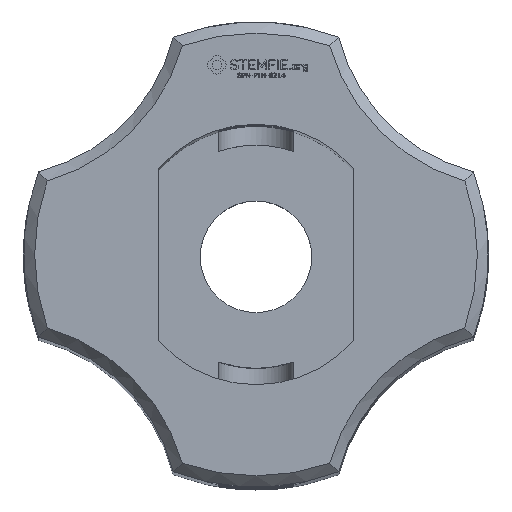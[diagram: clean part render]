
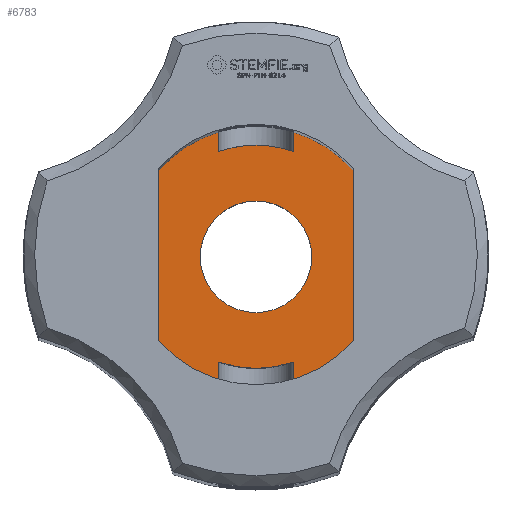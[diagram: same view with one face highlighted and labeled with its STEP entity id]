
A CAD part, top view. The second image highlights one B-rep face of the part: STEP entity #6783.
In plain terms, the highlighted planar face has unit normal (0, 0, 1).
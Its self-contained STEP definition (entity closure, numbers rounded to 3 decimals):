
#1461 = VERTEX_POINT('',#1462);
#1462 = CARTESIAN_POINT('',(2.829,0.998,11.));
#1476 = EDGE_CURVE('',#1477,#1461,#1479,.T.);
#1477 = VERTEX_POINT('',#1478);
#1478 = CARTESIAN_POINT('',(2.625,0.998,11.));
#1479 = LINE('',#1480,#1481);
#1480 = CARTESIAN_POINT('',(50.599,0.998,11.));
#1481 = VECTOR('',#1482,1.);
#1482 = DIRECTION('',(1.,0.,0.));
#1485 = VERTEX_POINT('',#1486);
#1486 = CARTESIAN_POINT('',(2.625,-0.998,11.));
#1493 = EDGE_CURVE('',#1485,#1494,#1496,.T.);
#1494 = VERTEX_POINT('',#1495);
#1495 = CARTESIAN_POINT('',(2.829,-0.998,11.));
#1496 = LINE('',#1497,#1498);
#1497 = CARTESIAN_POINT('',(50.599,-0.998,11.));
#1498 = VECTOR('',#1499,1.);
#1499 = DIRECTION('',(1.,0.,0.));
#6699 = EDGE_CURVE('',#6700,#1477,#6702,.T.);
#6700 = VERTEX_POINT('',#6701);
#6701 = CARTESIAN_POINT('',(2.625,2.315,11.));
#6702 = LINE('',#6703,#6704);
#6703 = CARTESIAN_POINT('',(2.625,2.315,11.));
#6704 = VECTOR('',#6705,1.);
#6705 = DIRECTION('',(0.,-1.,0.));
#6715 = VERTEX_POINT('',#6716);
#6716 = CARTESIAN_POINT('',(2.625,-2.315,11.));
#6722 = EDGE_CURVE('',#1485,#6715,#6723,.T.);
#6723 = LINE('',#6724,#6725);
#6724 = CARTESIAN_POINT('',(2.625,2.315,11.));
#6725 = VECTOR('',#6726,1.);
#6726 = DIRECTION('',(0.,-1.,0.));
#6770 = EDGE_CURVE('',#1461,#1494,#6771,.T.);
#6771 = CIRCLE('',#6772,3.);
#6772 = AXIS2_PLACEMENT_3D('',#6773,#6774,#6775);
#6773 = CARTESIAN_POINT('',(0.,0.,11.));
#6774 = DIRECTION('',(0.,0.,-1.));
#6775 = DIRECTION('',(0.,1.,0.));
#6783 = ADVANCED_FACE('',(#6784,#6925),#6936,.T.);
#6784 = FACE_BOUND('',#6785,.T.);
#6785 = EDGE_LOOP('',(#6786,#6787,#6788,#6789,#6790,#6799,#6807,#6816,
    #6825,#6833,#6842,#6850,#6858,#6867,#6875,#6883,#6892,#6900,#6909,
    #6917,#6924));
#6786 = ORIENTED_EDGE('',*,*,#1493,.T.);
#6787 = ORIENTED_EDGE('',*,*,#6770,.F.);
#6788 = ORIENTED_EDGE('',*,*,#1476,.F.);
#6789 = ORIENTED_EDGE('',*,*,#6699,.F.);
#6790 = ORIENTED_EDGE('',*,*,#6791,.T.);
#6791 = EDGE_CURVE('',#6700,#6792,#6794,.T.);
#6792 = VERTEX_POINT('',#6793);
#6793 = CARTESIAN_POINT('',(0.998,3.355,11.));
#6794 = CIRCLE('',#6795,3.5);
#6795 = AXIS2_PLACEMENT_3D('',#6796,#6797,#6798);
#6796 = CARTESIAN_POINT('',(0.,0.,11.));
#6797 = DIRECTION('',(0.,0.,1.));
#6798 = DIRECTION('',(1.,0.,0.));
#6799 = ORIENTED_EDGE('',*,*,#6800,.T.);
#6800 = EDGE_CURVE('',#6792,#6801,#6803,.T.);
#6801 = VERTEX_POINT('',#6802);
#6802 = CARTESIAN_POINT('',(0.998,2.829,11.));
#6803 = LINE('',#6804,#6805);
#6804 = CARTESIAN_POINT('',(0.998,-50.599,11.));
#6805 = VECTOR('',#6806,1.);
#6806 = DIRECTION('',(0.,-1.,0.));
#6807 = ORIENTED_EDGE('',*,*,#6808,.F.);
#6808 = EDGE_CURVE('',#6809,#6801,#6811,.T.);
#6809 = VERTEX_POINT('',#6810);
#6810 = CARTESIAN_POINT('',(0.,3.,11.));
#6811 = CIRCLE('',#6812,3.);
#6812 = AXIS2_PLACEMENT_3D('',#6813,#6814,#6815);
#6813 = CARTESIAN_POINT('',(0.,0.,11.));
#6814 = DIRECTION('',(0.,0.,-1.));
#6815 = DIRECTION('',(0.,1.,0.));
#6816 = ORIENTED_EDGE('',*,*,#6817,.F.);
#6817 = EDGE_CURVE('',#6818,#6809,#6820,.T.);
#6818 = VERTEX_POINT('',#6819);
#6819 = CARTESIAN_POINT('',(-0.998,2.829,11.));
#6820 = CIRCLE('',#6821,3.);
#6821 = AXIS2_PLACEMENT_3D('',#6822,#6823,#6824);
#6822 = CARTESIAN_POINT('',(0.,0.,11.));
#6823 = DIRECTION('',(0.,0.,-1.));
#6824 = DIRECTION('',(0.,1.,0.));
#6825 = ORIENTED_EDGE('',*,*,#6826,.F.);
#6826 = EDGE_CURVE('',#6827,#6818,#6829,.T.);
#6827 = VERTEX_POINT('',#6828);
#6828 = CARTESIAN_POINT('',(-0.998,3.355,11.));
#6829 = LINE('',#6830,#6831);
#6830 = CARTESIAN_POINT('',(-0.998,-50.599,11.));
#6831 = VECTOR('',#6832,1.);
#6832 = DIRECTION('',(0.,-1.,0.));
#6833 = ORIENTED_EDGE('',*,*,#6834,.T.);
#6834 = EDGE_CURVE('',#6827,#6835,#6837,.T.);
#6835 = VERTEX_POINT('',#6836);
#6836 = CARTESIAN_POINT('',(-2.625,2.315,11.));
#6837 = CIRCLE('',#6838,3.5);
#6838 = AXIS2_PLACEMENT_3D('',#6839,#6840,#6841);
#6839 = CARTESIAN_POINT('',(0.,0.,11.));
#6840 = DIRECTION('',(0.,0.,1.));
#6841 = DIRECTION('',(1.,0.,0.));
#6842 = ORIENTED_EDGE('',*,*,#6843,.T.);
#6843 = EDGE_CURVE('',#6835,#6844,#6846,.T.);
#6844 = VERTEX_POINT('',#6845);
#6845 = CARTESIAN_POINT('',(-2.625,0.998,11.));
#6846 = LINE('',#6847,#6848);
#6847 = CARTESIAN_POINT('',(-2.625,2.315,11.));
#6848 = VECTOR('',#6849,1.);
#6849 = DIRECTION('',(0.,-1.,0.));
#6850 = ORIENTED_EDGE('',*,*,#6851,.F.);
#6851 = EDGE_CURVE('',#6852,#6844,#6854,.T.);
#6852 = VERTEX_POINT('',#6853);
#6853 = CARTESIAN_POINT('',(-2.829,0.998,11.));
#6854 = LINE('',#6855,#6856);
#6855 = CARTESIAN_POINT('',(50.599,0.998,11.));
#6856 = VECTOR('',#6857,1.);
#6857 = DIRECTION('',(1.,0.,0.));
#6858 = ORIENTED_EDGE('',*,*,#6859,.F.);
#6859 = EDGE_CURVE('',#6860,#6852,#6862,.T.);
#6860 = VERTEX_POINT('',#6861);
#6861 = CARTESIAN_POINT('',(-2.829,-0.998,11.));
#6862 = CIRCLE('',#6863,3.);
#6863 = AXIS2_PLACEMENT_3D('',#6864,#6865,#6866);
#6864 = CARTESIAN_POINT('',(0.,0.,11.));
#6865 = DIRECTION('',(0.,0.,-1.));
#6866 = DIRECTION('',(0.,1.,0.));
#6867 = ORIENTED_EDGE('',*,*,#6868,.T.);
#6868 = EDGE_CURVE('',#6860,#6869,#6871,.T.);
#6869 = VERTEX_POINT('',#6870);
#6870 = CARTESIAN_POINT('',(-2.625,-0.998,11.));
#6871 = LINE('',#6872,#6873);
#6872 = CARTESIAN_POINT('',(50.599,-0.998,11.));
#6873 = VECTOR('',#6874,1.);
#6874 = DIRECTION('',(1.,0.,0.));
#6875 = ORIENTED_EDGE('',*,*,#6876,.T.);
#6876 = EDGE_CURVE('',#6869,#6877,#6879,.T.);
#6877 = VERTEX_POINT('',#6878);
#6878 = CARTESIAN_POINT('',(-2.625,-2.315,11.));
#6879 = LINE('',#6880,#6881);
#6880 = CARTESIAN_POINT('',(-2.625,2.315,11.));
#6881 = VECTOR('',#6882,1.);
#6882 = DIRECTION('',(0.,-1.,0.));
#6883 = ORIENTED_EDGE('',*,*,#6884,.T.);
#6884 = EDGE_CURVE('',#6877,#6885,#6887,.T.);
#6885 = VERTEX_POINT('',#6886);
#6886 = CARTESIAN_POINT('',(-0.998,-3.355,11.));
#6887 = CIRCLE('',#6888,3.5);
#6888 = AXIS2_PLACEMENT_3D('',#6889,#6890,#6891);
#6889 = CARTESIAN_POINT('',(0.,0.,11.));
#6890 = DIRECTION('',(0.,0.,1.));
#6891 = DIRECTION('',(1.,0.,0.));
#6892 = ORIENTED_EDGE('',*,*,#6893,.F.);
#6893 = EDGE_CURVE('',#6894,#6885,#6896,.T.);
#6894 = VERTEX_POINT('',#6895);
#6895 = CARTESIAN_POINT('',(-0.998,-2.829,11.));
#6896 = LINE('',#6897,#6898);
#6897 = CARTESIAN_POINT('',(-0.998,-50.599,11.));
#6898 = VECTOR('',#6899,1.);
#6899 = DIRECTION('',(0.,-1.,0.));
#6900 = ORIENTED_EDGE('',*,*,#6901,.F.);
#6901 = EDGE_CURVE('',#6902,#6894,#6904,.T.);
#6902 = VERTEX_POINT('',#6903);
#6903 = CARTESIAN_POINT('',(0.998,-2.829,11.));
#6904 = CIRCLE('',#6905,3.);
#6905 = AXIS2_PLACEMENT_3D('',#6906,#6907,#6908);
#6906 = CARTESIAN_POINT('',(0.,0.,11.));
#6907 = DIRECTION('',(0.,0.,-1.));
#6908 = DIRECTION('',(0.,1.,0.));
#6909 = ORIENTED_EDGE('',*,*,#6910,.T.);
#6910 = EDGE_CURVE('',#6902,#6911,#6913,.T.);
#6911 = VERTEX_POINT('',#6912);
#6912 = CARTESIAN_POINT('',(0.998,-3.355,11.));
#6913 = LINE('',#6914,#6915);
#6914 = CARTESIAN_POINT('',(0.998,-50.599,11.));
#6915 = VECTOR('',#6916,1.);
#6916 = DIRECTION('',(0.,-1.,0.));
#6917 = ORIENTED_EDGE('',*,*,#6918,.T.);
#6918 = EDGE_CURVE('',#6911,#6715,#6919,.T.);
#6919 = CIRCLE('',#6920,3.5);
#6920 = AXIS2_PLACEMENT_3D('',#6921,#6922,#6923);
#6921 = CARTESIAN_POINT('',(0.,0.,11.));
#6922 = DIRECTION('',(0.,0.,1.));
#6923 = DIRECTION('',(1.,0.,0.));
#6924 = ORIENTED_EDGE('',*,*,#6722,.F.);
#6925 = FACE_BOUND('',#6926,.T.);
#6926 = EDGE_LOOP('',(#6927));
#6927 = ORIENTED_EDGE('',*,*,#6928,.T.);
#6928 = EDGE_CURVE('',#6929,#6929,#6931,.T.);
#6929 = VERTEX_POINT('',#6930);
#6930 = CARTESIAN_POINT('',(0.,1.5,11.));
#6931 = CIRCLE('',#6932,1.5);
#6932 = AXIS2_PLACEMENT_3D('',#6933,#6934,#6935);
#6933 = CARTESIAN_POINT('',(0.,0.,11.));
#6934 = DIRECTION('',(0.,0.,-1.));
#6935 = DIRECTION('',(0.,1.,0.));
#6936 = PLANE('',#6937);
#6937 = AXIS2_PLACEMENT_3D('',#6938,#6939,#6940);
#6938 = CARTESIAN_POINT('',(0.,0.001,11.)
  );
#6939 = DIRECTION('',(0.,0.,1.));
#6940 = DIRECTION('',(0.,1.,0.));
